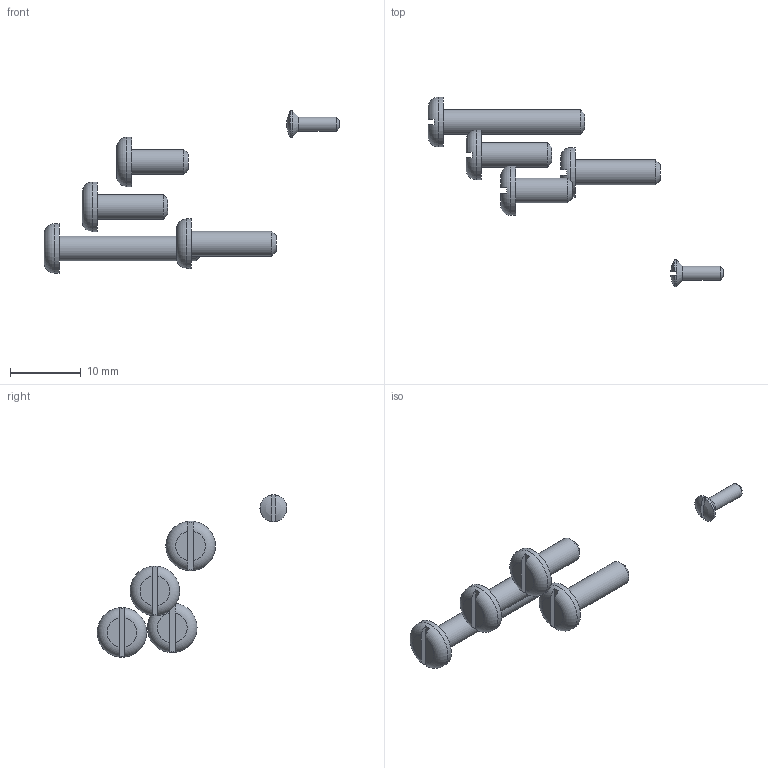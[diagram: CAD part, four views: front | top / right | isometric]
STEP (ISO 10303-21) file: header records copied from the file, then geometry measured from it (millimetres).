
FILE_DESCRIPTION(('STEP AP203'), '1');
FILE_NAME('栖闉罻', '2024-10-07T21:58:08', ('Ivan'), (''), 'C3D Converter', 'C3D Toolkit', '');
FILE_SCHEMA(('CONFIG_CONTROL_DESIGN'));
Length unit declared in the file: millimetre
Assembly tree (5 placements, depth 2):
  (unnamed)
    (unnamed)
    (unnamed)
    (unnamed)
    (unnamed)
    (unnamed)
Bounding box: 41.75 x 26.78 x 22.94 mm (x, y, z)
Volume: 775.1 mm3; surface area: 1074.3 mm2
Topology: 5 solids, 5 shells, 55 faces, 110 edges, 71 vertices
Faces by surface type: plane 32, cylinder 11, cone 6, torus 4, sphere 2
Full cylindrical faces by diameter (mm): 2 x1, 3.5 x4, 7 x4
Entity records: 2547 total; most frequent: CARTESIAN_POINT 671, DIRECTION 250, ORIENTED_EDGE 182, AXIS2_PLACEMENT_3D 114, EDGE_CURVE 91, EDGE_LOOP 78, VERTEX_POINT 69, COLOUR_RGB 60
